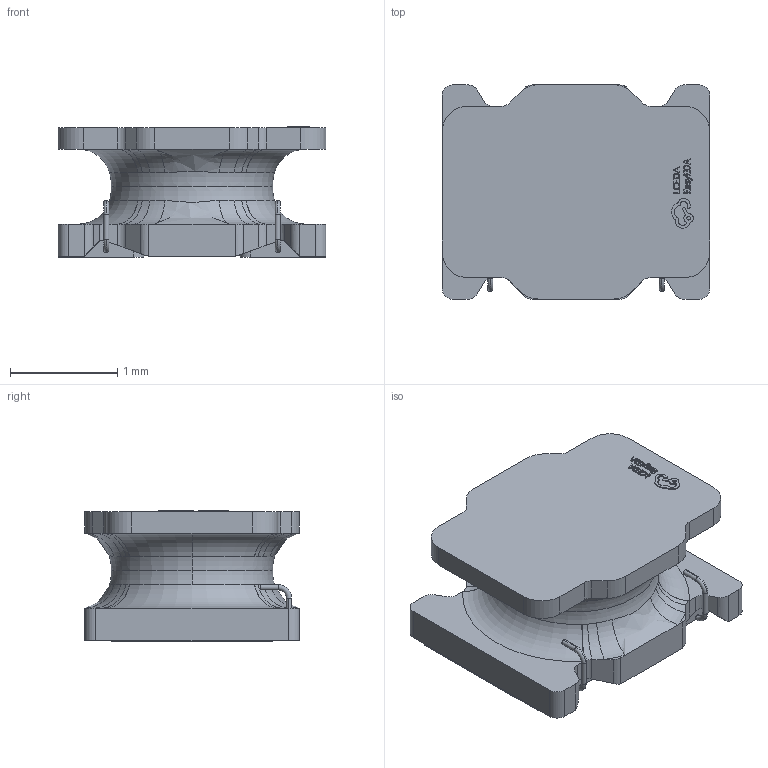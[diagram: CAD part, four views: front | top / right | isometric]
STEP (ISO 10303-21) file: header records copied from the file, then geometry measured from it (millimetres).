
FILE_DESCRIPTION (( 'STEP AP214' ), '1' );
FILE_NAME ('IND-SMD_L2.5-W2.0-H1.2_SLW252012P.step', '2022-07-08T23:53:34', ( '' ), ( '' ), 'SwSTEP 2.0', 'SolidWorks 2020', '' );
FILE_SCHEMA (( 'AUTOMOTIVE_DESIGN' ));
Length unit declared in the file: millimetre
Products named in the file (1): IND-SMD_L2.5-W2.0-H1.2_SLW252012P
Bounding box: 2.5 x 2 x 1.22 mm (x, y, z)
Volume: 3.8 mm3; surface area: 24.3 mm2
Topology: 4 solids, 4 shells, 460 faces, 1217 edges, 791 vertices
Faces by surface type: plane 245, bspline 140, cylinder 48, torus 27
Entity records: 20457 total; most frequent: CARTESIAN_POINT 5072, ORIENTED_EDGE 2434, DIRECTION 1755, EDGE_CURVE 1217, VERTEX_POINT 791, VECTOR 761, LINE 761, AXIS2_PLACEMENT_3D 497
